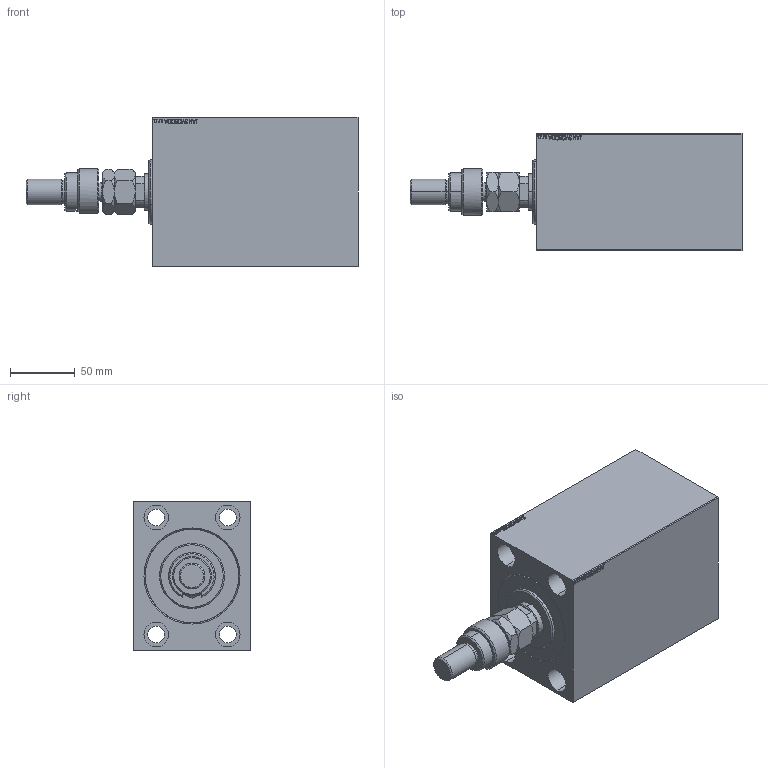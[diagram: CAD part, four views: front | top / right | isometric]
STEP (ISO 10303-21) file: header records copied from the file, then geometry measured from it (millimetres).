
FILE_DESCRIPTION (( 'STEP AP203' ), '1' );
FILE_NAME ('714d.STEP', '2022-04-17T06:20:26', ( '' ), ( '' ), 'SwSTEP 2.0', 'SolidWorks 2019', '' );
FILE_SCHEMA (( 'CONFIG_CONTROL_DESIGN' ));
Length unit declared in the file: millimetre
Products named in the file (7): 714d; V450CM_C_VCP 818bfaec22917689195c8c0c8267ba7e; MFA 818bfaec22917689195c8c0c8267ba7e; FEMALE_PART_FOR_DFA 818bfaec22917689195c8c0c8267ba7e; DFA 818bfaec22917689195c8c0c8267ba7e; V450CM_VC_B 818bfaec22917689195c8c0c8267ba7e; V450CM_C_Body 818bfaec22917689195c8c0c8267ba7e
Assembly tree (6 placements, depth 3):
  714d
    V450CM_C_Body 818bfaec22917689195c8c0c8267ba7e
    V450CM_C_VCP 818bfaec22917689195c8c0c8267ba7e
    V450CM_VC_B 818bfaec22917689195c8c0c8267ba7e
    DFA 818bfaec22917689195c8c0c8267ba7e
      FEMALE_PART_FOR_DFA 818bfaec22917689195c8c0c8267ba7e
      MFA 818bfaec22917689195c8c0c8267ba7e
Bounding box: 255.5 x 90 x 115 mm (x, y, z)
Volume: 1379372.8 mm3; surface area: 197189.4 mm2
Topology: 5 solids, 5 shells, 946 faces, 2396 edges, 1571 vertices
Faces by surface type: plane 437, bspline 380, cylinder 71, cone 54, torus 4
Entity records: 46777 total; most frequent: CARTESIAN_POINT 25783, ORIENTED_EDGE 4788, DIRECTION 2934, EDGE_CURVE 2394, VERTEX_POINT 1571, LINE 1362, VECTOR 1362, EDGE_LOOP 1073
